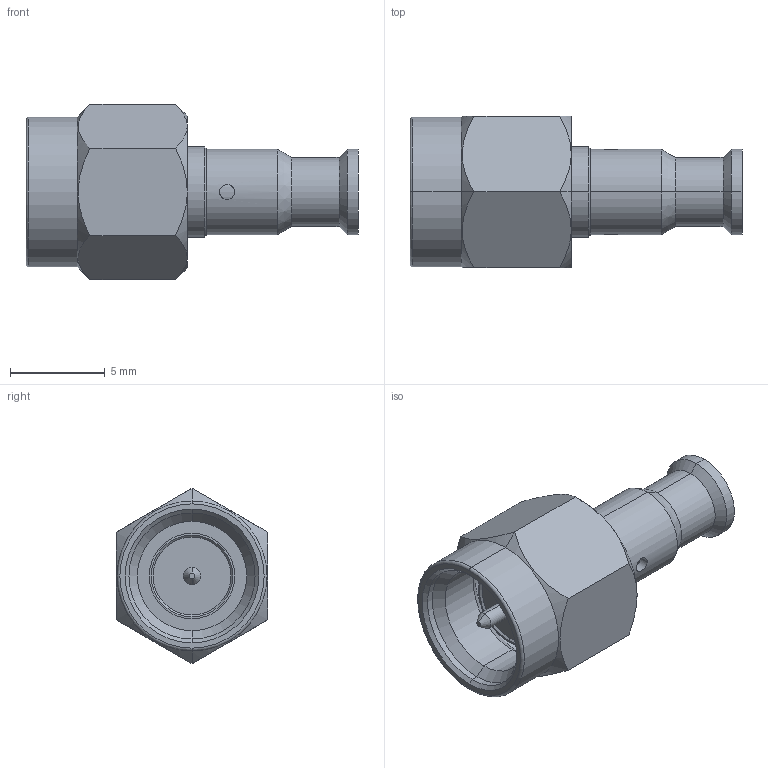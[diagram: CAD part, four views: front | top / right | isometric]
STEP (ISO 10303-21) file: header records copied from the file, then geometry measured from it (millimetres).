
FILE_DESCRIPTION (( 'STEP AP203' ), '1' );
FILE_NAME ('3190-6236(SC-405-SM).STEP', '2017-07-31T07:39:34', ( '' ), ( '' ), 'SwSTEP 2.0', 'SolidWorks 2017', '' );
FILE_SCHEMA (( 'CONFIG_CONTROL_DESIGN' ));
Length unit declared in the file: millimetre
Products named in the file (1): 3190-6236(SC-405-SM)
Bounding box: 17.5 x 8 x 9.24 mm (x, y, z)
Volume: 413.6 mm3; surface area: 680.5 mm2
Topology: 1 solids, 1 shells, 84 faces, 178 edges, 105 vertices
Faces by surface type: cylinder 32, cone 29, plane 21, torus 2
Entity records: 2484 total; most frequent: CARTESIAN_POINT 590, DIRECTION 401, ORIENTED_EDGE 356, EDGE_CURVE 178, AXIS2_PLACEMENT_3D 168, VERTEX_POINT 105, EDGE_LOOP 97, FACE_OUTER_BOUND 84
